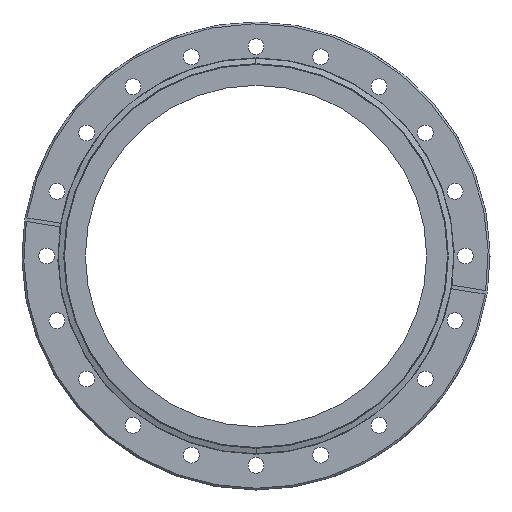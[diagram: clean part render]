
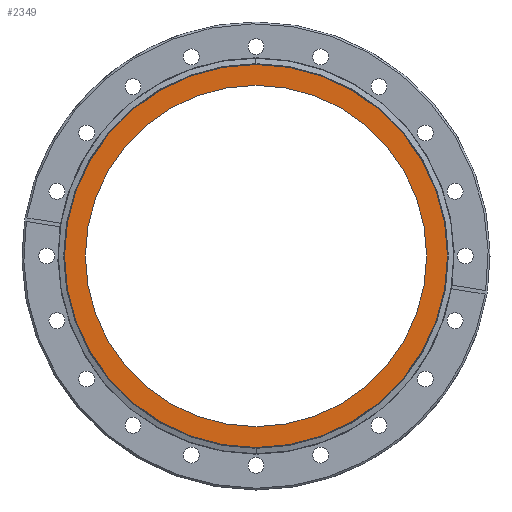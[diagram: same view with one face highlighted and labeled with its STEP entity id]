
A CAD part, left-side view. The second image highlights one B-rep face of the part: STEP entity #2349.
In plain terms, the highlighted planar face has unit normal (-1, 0, 0).
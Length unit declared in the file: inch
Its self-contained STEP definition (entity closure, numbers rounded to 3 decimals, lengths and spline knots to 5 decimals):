
#35 = VERTEX_POINT ( 'NONE', #381 ) ;
#44 = DIRECTION ( 'NONE',  ( -1., 0., 0. ) ) ;
#126 = CARTESIAN_POINT ( 'NONE',  ( 0.051, 0., 3.2614 ) ) ;
#136 = CARTESIAN_POINT ( 'NONE',  ( 0.051, 0., -2.906 ) ) ;
#149 = CIRCLE ( 'NONE', #488, 3.2614 ) ;
#158 = DIRECTION ( 'NONE',  ( 0., 0., -1. ) ) ;
#176 = EDGE_LOOP ( 'NONE', ( #790, #2294 ) ) ;
#250 = CARTESIAN_POINT ( 'NONE',  ( 0.051, 0., 2.906 ) ) ;
#314 = EDGE_CURVE ( 'NONE', #35, #1094, #1210, .T. ) ;
#370 = CIRCLE ( 'NONE', #1444, 2.906 ) ;
#381 = CARTESIAN_POINT ( 'NONE',  ( 0.051, 0., -3.2614 ) ) ;
#488 = AXIS2_PLACEMENT_3D ( 'NONE', #1466, #44, #863 ) ;
#535 = VERTEX_POINT ( 'NONE', #250 ) ;
#547 = FACE_OUTER_BOUND ( 'NONE', #1130, .T. ) ;
#562 = EDGE_CURVE ( 'NONE', #1094, #35, #149, .T. ) ;
#663 = DIRECTION ( 'NONE',  ( -1., 0., 0. ) ) ;
#677 = DIRECTION ( 'NONE',  ( 0., 0., 1. ) ) ;
#689 = DIRECTION ( 'NONE',  ( 0., 0., -1. ) ) ;
#743 = CARTESIAN_POINT ( 'NONE',  ( 0.051, 3.26559, 0. ) ) ;
#790 = ORIENTED_EDGE ( 'NONE', *, *, #2403, .F. ) ;
#863 = DIRECTION ( 'NONE',  ( 0., 0., -1. ) ) ;
#895 = AXIS2_PLACEMENT_3D ( 'NONE', #743, #1140, #158 ) ;
#896 = ORIENTED_EDGE ( 'NONE', *, *, #562, .T. ) ;
#972 = ORIENTED_EDGE ( 'NONE', *, *, #314, .T. ) ;
#1094 = VERTEX_POINT ( 'NONE', #126 ) ;
#1130 = EDGE_LOOP ( 'NONE', ( #972, #896 ) ) ;
#1140 = DIRECTION ( 'NONE',  ( 1., 0., 0. ) ) ;
#1210 = CIRCLE ( 'NONE', #2445, 3.2614 ) ;
#1359 = EDGE_CURVE ( 'NONE', #2352, #535, #370, .T. ) ;
#1444 = AXIS2_PLACEMENT_3D ( 'NONE', #1679, #663, #677 ) ;
#1455 = AXIS2_PLACEMENT_3D ( 'NONE', #1545, #2199, #2357 ) ;
#1466 = CARTESIAN_POINT ( 'NONE',  ( 0.051, 0., 0. ) ) ;
#1545 = CARTESIAN_POINT ( 'NONE',  ( 0.051, 0., 0. ) ) ;
#1565 = DIRECTION ( 'NONE',  ( -1., 0., 0. ) ) ;
#1679 = CARTESIAN_POINT ( 'NONE',  ( 0.051, 0., 0. ) ) ;
#1765 = CARTESIAN_POINT ( 'NONE',  ( 0.051, 0., 0. ) ) ;
#1770 = PLANE ( 'NONE',  #895 ) ;
#2004 = FACE_BOUND ( 'NONE', #176, .T. ) ;
#2199 = DIRECTION ( 'NONE',  ( -1., 0., 0. ) ) ;
#2294 = ORIENTED_EDGE ( 'NONE', *, *, #1359, .F. ) ;
#2349 = ADVANCED_FACE ( 'NONE', ( #547, #2004 ), #1770, .F. ) ;
#2352 = VERTEX_POINT ( 'NONE', #136 ) ;
#2357 = DIRECTION ( 'NONE',  ( 0., 0., 1. ) ) ;
#2403 = EDGE_CURVE ( 'NONE', #535, #2352, #2610, .T. ) ;
#2445 = AXIS2_PLACEMENT_3D ( 'NONE', #1765, #1565, #689 ) ;
#2610 = CIRCLE ( 'NONE', #1455, 2.906 ) ;
